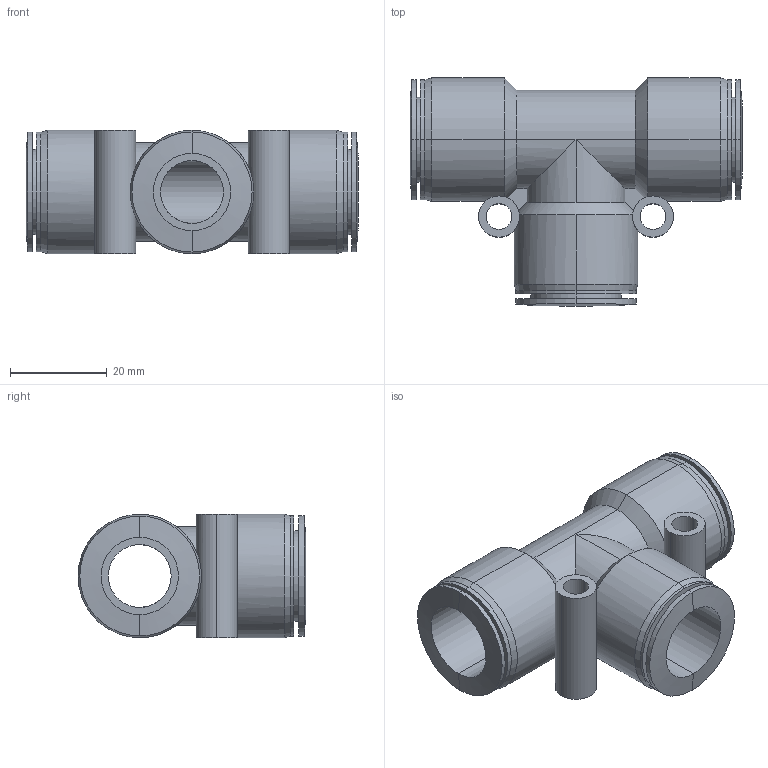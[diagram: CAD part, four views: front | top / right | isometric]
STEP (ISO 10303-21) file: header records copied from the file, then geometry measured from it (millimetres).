
FILE_DESCRIPTION (( 'STEP AP203' ), '1' );
FILE_NAME ('UT16M.step', '2016-02-15T20:19:58', ( '' ), ( '' ), 'SwSTEP 2.0', 'SolidWorks 2015', '' );
FILE_SCHEMA (( 'CONFIG_CONTROL_DESIGN' ));
Length unit declared in the file: millimetre
Products named in the file (1): UT16M
Bounding box: 68.6 x 47.1 x 25.5 mm (x, y, z)
Volume: 24916.4 mm3; surface area: 15790.9 mm2
Topology: 1 solids, 1 shells, 91 faces, 212 edges, 128 vertices
Faces by surface type: cylinder 51, cone 21, plane 19
Entity records: 2861 total; most frequent: CARTESIAN_POINT 678, DIRECTION 468, ORIENTED_EDGE 424, EDGE_CURVE 212, AXIS2_PLACEMENT_3D 194, VERTEX_POINT 128, EDGE_LOOP 104, CIRCLE 102
